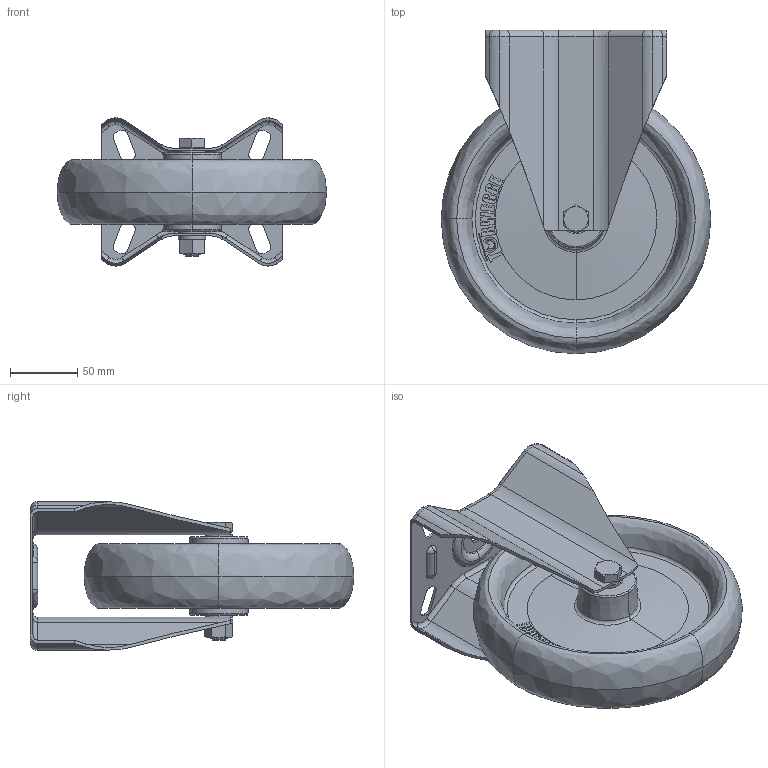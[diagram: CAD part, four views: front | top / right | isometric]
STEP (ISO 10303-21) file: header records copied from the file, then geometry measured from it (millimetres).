
FILE_DESCRIPTION (( 'STEP AP214' ), '1' );
FILE_NAME ('0023294_B-IV-PALB-200-G_(A-01).step', '2019-08-01T09:18:28', ( '' ), ( '' ), 'SwSTEP 2.0', 'SolidWorks 2018', '' );
FILE_SCHEMA (( 'AUTOMOTIVE_DESIGN' ));
Length unit declared in the file: millimetre
Products named in the file (1): 0023294_B-IV-PALB-200-G_(A-01)
Bounding box: 200 x 240 x 109.99 mm (x, y, z)
Volume: 784819.6 mm3; surface area: 205732.8 mm2
Topology: 6 solids, 6 shells, 439 faces, 1088 edges, 681 vertices
Faces by surface type: plane 172, cylinder 106, torus 76, bspline 49, cone 32, sphere 4
Entity records: 20035 total; most frequent: CARTESIAN_POINT 4894, ORIENTED_EDGE 2168, DIRECTION 2087, EDGE_CURVE 1084, AXIS2_PLACEMENT_3D 778, VERTEX_POINT 681, LINE 531, VECTOR 531
